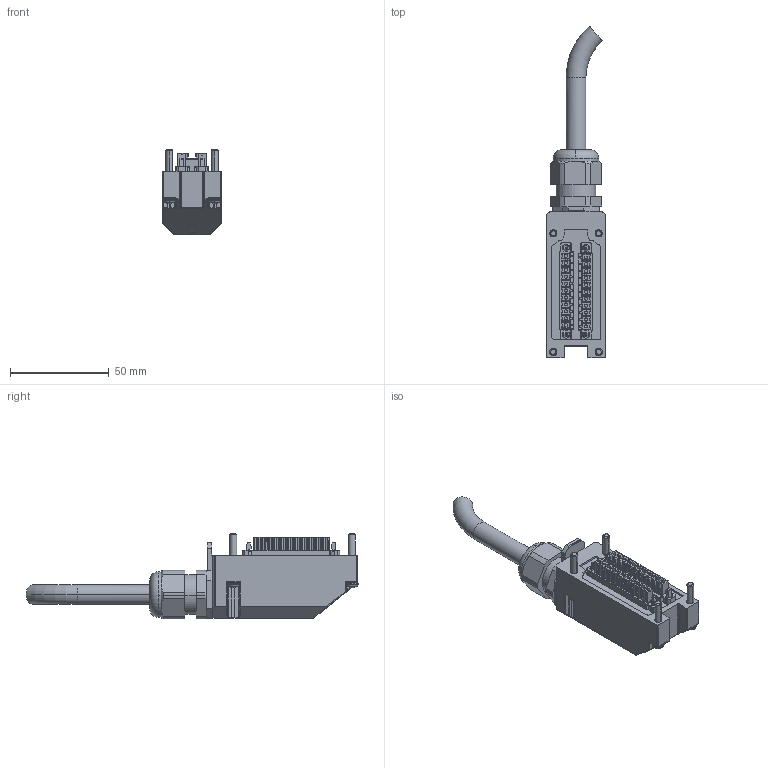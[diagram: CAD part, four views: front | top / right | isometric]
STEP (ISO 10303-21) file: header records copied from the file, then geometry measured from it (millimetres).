
FILE_DESCRIPTION(('CATIA V5 STEP Exchange','CAx-IF Rec.Pracs.--- Model Styling and Organization---1.4--- 2014-01-23'),'2;1');
FILE_NAME ('1352853-2_0_2819240000_2819240000.stp','2022-05-09T10:37:25+00:00',('none'),('Weidmueller'),'CATIA Version 5-6 Release 2016 SP3 HF44','CATIA V5 STEP AP214','none');
FILE_SCHEMA(('AUTOMOTIVE_DESIGN { 1 0 10303 214 1 1 1 1 }'));
Length unit declared in the file: millimetre
Products named in the file (1): 2819240000
Bounding box: 30 x 167.94 x 43.19 mm (x, y, z)
Volume: 82430 mm3; surface area: 23393.3 mm2
Topology: 12 solids, 12 shells, 1321 faces, 3551 edges, 2306 vertices
Faces by surface type: plane 766, cylinder 426, sphere 60, torus 38, cone 16, bspline 15
Entity records: 42086 total; most frequent: CARTESIAN_POINT 10275, ORIENTED_EDGE 7046, DIRECTION 5564, EDGE_CURVE 3523, VECTOR 2308, LINE 2308, VERTEX_POINT 2308, AXIS2_PLACEMENT_3D 2008
